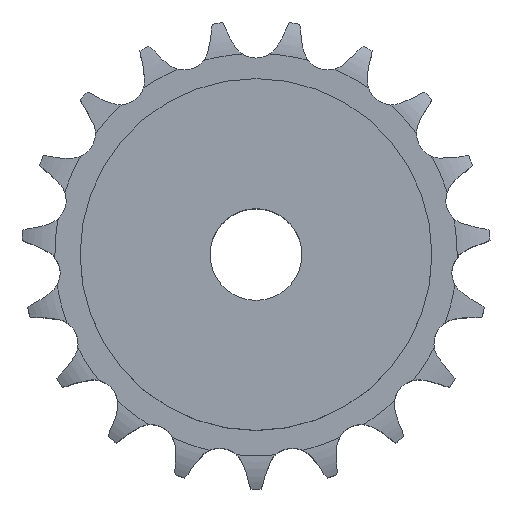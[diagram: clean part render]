
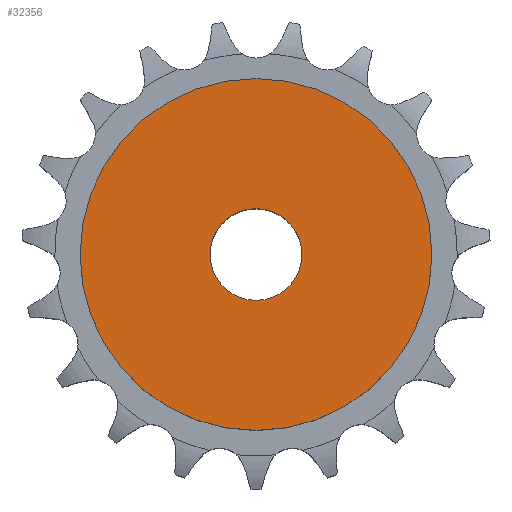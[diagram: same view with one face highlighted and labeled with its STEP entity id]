
A CAD part, top view. The second image highlights one B-rep face of the part: STEP entity #32356.
In plain terms, the highlighted planar face has unit normal (0, 0, 1).
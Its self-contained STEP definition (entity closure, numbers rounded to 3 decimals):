
#17400 = CYLINDRICAL_SURFACE('',#17401,6.);
#17401 = AXIS2_PLACEMENT_3D('',#17402,#17403,#17404);
#17402 = CARTESIAN_POINT('',(0.,0.,102.093));
#17403 = DIRECTION('',(0.,0.,1.));
#17404 = DIRECTION('',(1.,0.,0.));
#22225 = EDGE_CURVE('',#22226,#22226,#22228,.T.);
#22226 = VERTEX_POINT('',#22227);
#22227 = CARTESIAN_POINT('',(6.,0.,35.));
#22228 = SURFACE_CURVE('',#22229,(#22234,#22241),.PCURVE_S1.);
#22229 = CIRCLE('',#22230,6.);
#22230 = AXIS2_PLACEMENT_3D('',#22231,#22232,#22233);
#22231 = CARTESIAN_POINT('',(0.,0.,35.));
#22232 = DIRECTION('',(0.,0.,1.));
#22233 = DIRECTION('',(1.,0.,0.));
#22234 = PCURVE('',#17400,#22235);
#22235 = DEFINITIONAL_REPRESENTATION('',(#22236),#22240);
#22236 = LINE('',#22237,#22238);
#22237 = CARTESIAN_POINT('',(0.,-67.093));
#22238 = VECTOR('',#22239,1.);
#22239 = DIRECTION('',(1.,0.));
#22240 = ( GEOMETRIC_REPRESENTATION_CONTEXT(2) 
PARAMETRIC_REPRESENTATION_CONTEXT() REPRESENTATION_CONTEXT('2D SPACE',''
  ) );
#22241 = PCURVE('',#22242,#22247);
#22242 = PLANE('',#22243);
#22243 = AXIS2_PLACEMENT_3D('',#22244,#22245,#22246);
#22244 = CARTESIAN_POINT('',(0.,0.,35.)
  );
#22245 = DIRECTION('',(0.,0.,1.));
#22246 = DIRECTION('',(1.,0.,0.));
#22247 = DEFINITIONAL_REPRESENTATION('',(#22248),#22252);
#22248 = CIRCLE('',#22249,6.);
#22249 = AXIS2_PLACEMENT_2D('',#22250,#22251);
#22250 = CARTESIAN_POINT('',(0.,0.));
#22251 = DIRECTION('',(1.,0.));
#22252 = ( GEOMETRIC_REPRESENTATION_CONTEXT(2) 
PARAMETRIC_REPRESENTATION_CONTEXT() REPRESENTATION_CONTEXT('2D SPACE',''
  ) );
#32356 = ADVANCED_FACE('',(#32357,#32388),#22242,.T.);
#32357 = FACE_BOUND('',#32358,.T.);
#32358 = EDGE_LOOP('',(#32359));
#32359 = ORIENTED_EDGE('',*,*,#32360,.T.);
#32360 = EDGE_CURVE('',#32361,#32361,#32363,.T.);
#32361 = VERTEX_POINT('',#32362);
#32362 = CARTESIAN_POINT('',(23.,0.,35.));
#32363 = SURFACE_CURVE('',#32364,(#32369,#32376),.PCURVE_S1.);
#32364 = CIRCLE('',#32365,23.);
#32365 = AXIS2_PLACEMENT_3D('',#32366,#32367,#32368);
#32366 = CARTESIAN_POINT('',(0.,0.,35.));
#32367 = DIRECTION('',(0.,0.,1.));
#32368 = DIRECTION('',(1.,0.,0.));
#32369 = PCURVE('',#22242,#32370);
#32370 = DEFINITIONAL_REPRESENTATION('',(#32371),#32375);
#32371 = CIRCLE('',#32372,23.);
#32372 = AXIS2_PLACEMENT_2D('',#32373,#32374);
#32373 = CARTESIAN_POINT('',(0.,0.));
#32374 = DIRECTION('',(1.,0.));
#32375 = ( GEOMETRIC_REPRESENTATION_CONTEXT(2) 
PARAMETRIC_REPRESENTATION_CONTEXT() REPRESENTATION_CONTEXT('2D SPACE',''
  ) );
#32376 = PCURVE('',#32377,#32382);
#32377 = CYLINDRICAL_SURFACE('',#32378,23.);
#32378 = AXIS2_PLACEMENT_3D('',#32379,#32380,#32381);
#32379 = CARTESIAN_POINT('',(0.,0.,0.));
#32380 = DIRECTION('',(-0.,-0.,-1.));
#32381 = DIRECTION('',(1.,0.,0.));
#32382 = DEFINITIONAL_REPRESENTATION('',(#32383),#32387);
#32383 = LINE('',#32384,#32385);
#32384 = CARTESIAN_POINT('',(-0.,-35.));
#32385 = VECTOR('',#32386,1.);
#32386 = DIRECTION('',(-1.,0.));
#32387 = ( GEOMETRIC_REPRESENTATION_CONTEXT(2) 
PARAMETRIC_REPRESENTATION_CONTEXT() REPRESENTATION_CONTEXT('2D SPACE',''
  ) );
#32388 = FACE_BOUND('',#32389,.T.);
#32389 = EDGE_LOOP('',(#32390));
#32390 = ORIENTED_EDGE('',*,*,#22225,.F.);
